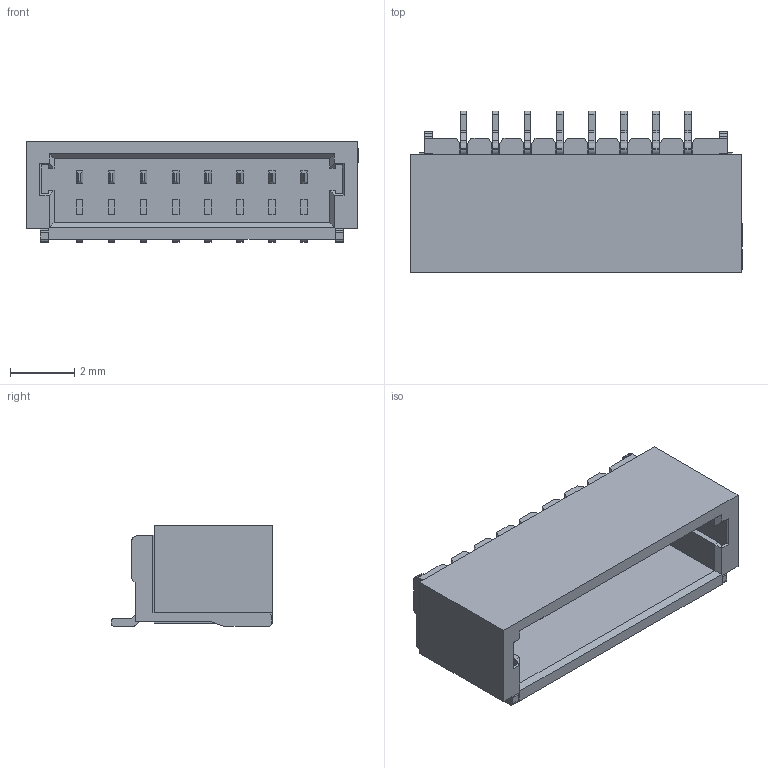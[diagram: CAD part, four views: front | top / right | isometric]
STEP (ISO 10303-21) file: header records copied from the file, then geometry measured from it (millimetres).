
FILE_DESCRIPTION (( 'STEP AP214' ), '1' );
FILE_NAME ('CONN-SMD_8P-P1.00_MEGASTAR_ZX-SH1.0-8PWT.STEP', '2023-06-20T08:41:11', ( 'PC' ), ( 'Microsoft' ), 'SwSTEP 2.0', 'SolidWorks 2020', '' );
FILE_SCHEMA (( 'AUTOMOTIVE_DESIGN' ));
Length unit declared in the file: millimetre
Products named in the file (1): CONN-SMD_8P-P1.00_MEGASTAR_ZX-SH1.0-8PWT
Bounding box: 10.36 x 5.05 x 3.14 mm (x, y, z)
Volume: 74 mm3; surface area: 321.1 mm2
Topology: 1 solids, 1 shells, 622 faces, 1683 edges, 1106 vertices
Faces by surface type: plane 448, bspline 98, cylinder 76
Entity records: 26699 total; most frequent: CARTESIAN_POINT 4718, ORIENTED_EDGE 3366, DIRECTION 2687, EDGE_CURVE 1683, VECTOR 1329, LINE 1329, VERTEX_POINT 1106, AXIS2_PLACEMENT_3D 679
